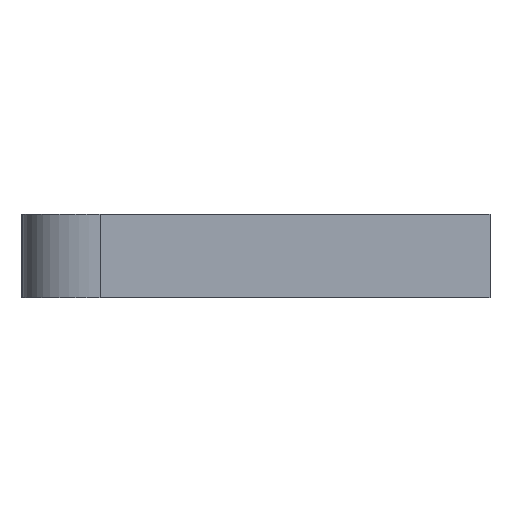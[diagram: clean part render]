
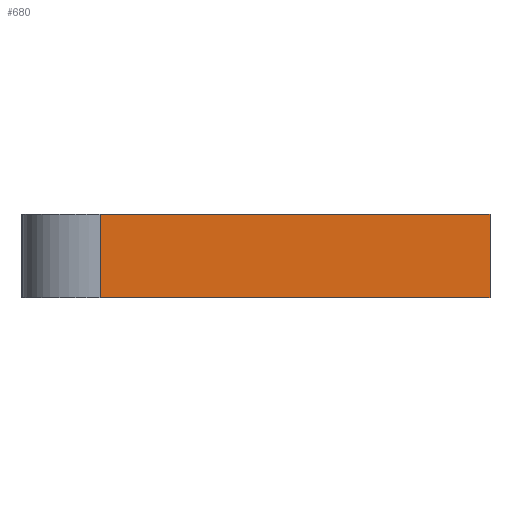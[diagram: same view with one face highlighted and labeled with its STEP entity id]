
A CAD part, front view. The second image highlights one B-rep face of the part: STEP entity #680.
In plain terms, the highlighted planar face has unit normal (0, -1, 0).
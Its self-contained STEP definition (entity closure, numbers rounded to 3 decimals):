
#75=FACE_OUTER_BOUND('',#112,.T.);
#112=EDGE_LOOP('',(#540,#541,#542,#543));
#172=LINE('',#1002,#245);
#181=LINE('',#1027,#254);
#183=LINE('',#1031,#256);
#184=LINE('',#1032,#257);
#245=VECTOR('',#804,10.65);
#254=VECTOR('',#833,10.65);
#256=VECTOR('',#837,10.65);
#257=VECTOR('',#838,10.65);
#320=VERTEX_POINT('',#997);
#321=VERTEX_POINT('',#1001);
#327=VERTEX_POINT('',#1026);
#328=VERTEX_POINT('',#1030);
#395=EDGE_CURVE('',#320,#321,#172,.T.);
#408=EDGE_CURVE('',#327,#321,#181,.T.);
#410=EDGE_CURVE('',#328,#327,#183,.T.);
#411=EDGE_CURVE('',#328,#320,#184,.T.);
#540=ORIENTED_EDGE('',*,*,#410,.T.);
#541=ORIENTED_EDGE('',*,*,#408,.T.);
#542=ORIENTED_EDGE('',*,*,#395,.F.);
#543=ORIENTED_EDGE('',*,*,#411,.F.);
#656=PLANE('',#733);
#680=ADVANCED_FACE('',(#75),#656,.T.);
#733=AXIS2_PLACEMENT_3D('',#1029,#835,#836);
#804=DIRECTION('',(1.,0.,0.));
#833=DIRECTION('',(0.,0.,1.));
#835=DIRECTION('center_axis',(0.,-1.,0.));
#836=DIRECTION('ref_axis',(1.,0.,0.));
#837=DIRECTION('',(1.,0.,0.));
#838=DIRECTION('',(0.,0.,1.));
#997=CARTESIAN_POINT('',(171.707,-202.652,1.598));
#1001=CARTESIAN_POINT('',(179.195,-202.652,1.598));
#1002=CARTESIAN_POINT('',(171.707,-202.652,1.598));
#1026=CARTESIAN_POINT('',(179.195,-202.652,0.));
#1027=CARTESIAN_POINT('',(179.195,-202.652,0.));
#1029=CARTESIAN_POINT('Origin',(171.707,-202.652,0.));
#1030=CARTESIAN_POINT('',(171.707,-202.652,0.));
#1031=CARTESIAN_POINT('',(171.707,-202.652,0.));
#1032=CARTESIAN_POINT('',(171.707,-202.652,0.));
